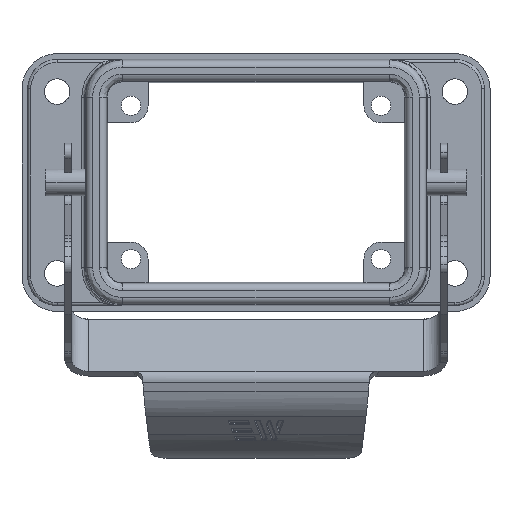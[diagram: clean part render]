
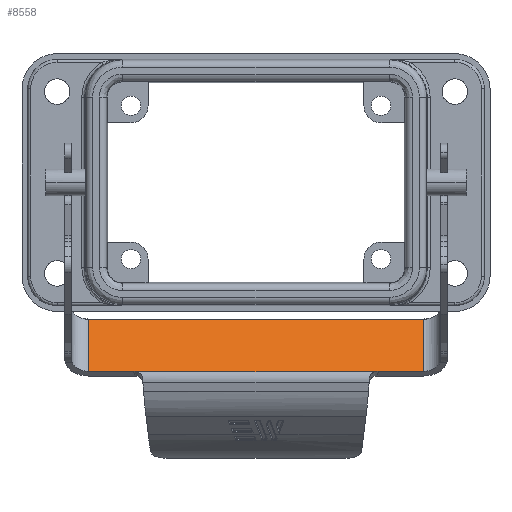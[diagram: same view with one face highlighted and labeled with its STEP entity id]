
A CAD part, top view. The second image highlights one B-rep face of the part: STEP entity #8558.
In plain terms, the highlighted planar face has unit normal (0, 0.707, 0.707).
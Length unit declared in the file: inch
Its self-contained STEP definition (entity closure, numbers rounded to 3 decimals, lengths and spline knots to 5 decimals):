
#6 = EDGE_CURVE ( 'NONE', #5907, #6163, #4106, .T. ) ;
#239 = CARTESIAN_POINT ( 'NONE',  ( 0.01969, -1.30843, 0.45653 ) ) ;
#460 = AXIS2_PLACEMENT_3D ( 'NONE', #7821, #9318, #3431 ) ;
#492 = ORIENTED_EDGE ( 'NONE', *, *, #9709, .T. ) ;
#792 = LINE ( 'NONE', #7608, #7428 ) ;
#1118 = VECTOR ( 'NONE', #1936, 39.37008 ) ;
#1155 = CARTESIAN_POINT ( 'NONE',  ( 0.01969, -1.30843, 0.45653 ) ) ;
#1360 = DIRECTION ( 'NONE',  ( -1., 0., 0. ) ) ;
#1562 = LINE ( 'NONE', #7580, #5804 ) ;
#1605 = CARTESIAN_POINT ( 'NONE',  ( 2.00996, -1.30984, 0.45794 ) ) ;
#1768 = CARTESIAN_POINT ( 'NONE',  ( 2.00174, -1.31267, 0.46077 ) ) ;
#1893 = ORIENTED_EDGE ( 'NONE', *, *, #6798, .T. ) ;
#1936 = DIRECTION ( 'NONE',  ( 1., 0., 0. ) ) ;
#2339 = VERTEX_POINT ( 'NONE', #3845 ) ;
#2453 = FACE_OUTER_BOUND ( 'NONE', #2618, .T. ) ;
#2542 = DIRECTION ( 'NONE',  ( 1., 0., 0. ) ) ;
#2618 = EDGE_LOOP ( 'NONE', ( #3261, #4902, #3406, #492, #1893, #5412, #3673, #8815 ) ) ;
#2648 = PLANE ( 'NONE',  #460 ) ;
#2723 = VERTEX_POINT ( 'NONE', #5310 ) ;
#3107 = VERTEX_POINT ( 'NONE', #239 ) ;
#3261 = ORIENTED_EDGE ( 'NONE', *, *, #6820, .T. ) ;
#3406 = ORIENTED_EDGE ( 'NONE', *, *, #7079, .T. ) ;
#3431 = DIRECTION ( 'NONE',  ( 0., -0.707, 0.707 ) ) ;
#3438 = VERTEX_POINT ( 'NONE', #4732 ) ;
#3504 = VERTEX_POINT ( 'NONE', #6314 ) ;
#3673 = ORIENTED_EDGE ( 'NONE', *, *, #9237, .T. ) ;
#3679 = EDGE_CURVE ( 'NONE', #4488, #3504, #1562, .T. ) ;
#3845 = CARTESIAN_POINT ( 'NONE',  ( 2.34252, -1.30843, 0.45653 ) ) ;
#3870 = CARTESIAN_POINT ( 'NONE',  ( 1.1811, -1.30843, 0.45653 ) ) ;
#3887 = CARTESIAN_POINT ( 'NONE',  ( 0.36046, -1.31267, 0.46077 ) ) ;
#4041 = LINE ( 'NONE', #1155, #5070 ) ;
#4106 = LINE ( 'NONE', #5677, #5613 ) ;
#4107 = LINE ( 'NONE', #7258, #1118 ) ;
#4155 = DIRECTION ( 'NONE',  ( 1., 0., 0. ) ) ;
#4287 = EDGE_CURVE ( 'NONE', #2723, #2339, #9304, .T. ) ;
#4488 = VERTEX_POINT ( 'NONE', #6615 ) ;
#4732 = CARTESIAN_POINT ( 'NONE',  ( 0.33442, -1.30843, 0.45653 ) ) ;
#4902 = ORIENTED_EDGE ( 'NONE', *, *, #3679, .T. ) ;
#5070 = VECTOR ( 'NONE', #7829, 39.37008 ) ;
#5297 = CARTESIAN_POINT ( 'NONE',  ( 0.33442, -1.30843, 0.45653 ) ) ;
#5310 = CARTESIAN_POINT ( 'NONE',  ( 2.02778, -1.30843, 0.45653 ) ) ;
#5412 = ORIENTED_EDGE ( 'NONE', *, *, #6, .T. ) ;
#5613 = VECTOR ( 'NONE', #4155, 39.37008 ) ;
#5665 = VECTOR ( 'NONE', #2542, 39.37008 ) ;
#5677 = CARTESIAN_POINT ( 'NONE',  ( 1.1811, -1.31267, 0.46077 ) ) ;
#5804 = VECTOR ( 'NONE', #1360, 39.37008 ) ;
#5907 = VERTEX_POINT ( 'NONE', #3887 ) ;
#6163 = VERTEX_POINT ( 'NONE', #1768 ) ;
#6314 = CARTESIAN_POINT ( 'NONE',  ( 0.01969, -0.94652, 0.09462 ) ) ;
#6615 = CARTESIAN_POINT ( 'NONE',  ( 2.34252, -0.94652, 0.09462 ) ) ;
#6647 = B_SPLINE_CURVE_WITH_KNOTS ( 'NONE', 3,
 ( #5297, #8902, #8310, #6821 ),
 .UNSPECIFIED., .F., .F.,
 ( 4, 4 ),
 ( 0., 1. ),
 .UNSPECIFIED. ) ;
#6798 = EDGE_CURVE ( 'NONE', #3438, #5907, #6647, .T. ) ;
#6820 = EDGE_CURVE ( 'NONE', #2339, #4488, #792, .T. ) ;
#6821 = CARTESIAN_POINT ( 'NONE',  ( 0.36046, -1.31267, 0.46077 ) ) ;
#6877 = CARTESIAN_POINT ( 'NONE',  ( 2.02778, -1.30843, 0.45653 ) ) ;
#7079 = EDGE_CURVE ( 'NONE', #3504, #3107, #4041, .T. ) ;
#7258 = CARTESIAN_POINT ( 'NONE',  ( 1.1811, -1.30843, 0.45653 ) ) ;
#7428 = VECTOR ( 'NONE', #7983, 39.37008 ) ;
#7580 = CARTESIAN_POINT ( 'NONE',  ( 1.1811, -0.94652, 0.09462 ) ) ;
#7608 = CARTESIAN_POINT ( 'NONE',  ( 2.34252, -1.30843, 0.45653 ) ) ;
#7616 = CARTESIAN_POINT ( 'NONE',  ( 2.01864, -1.30843, 0.45653 ) ) ;
#7821 = CARTESIAN_POINT ( 'NONE',  ( 1.1811, -1.30843, 0.45653 ) ) ;
#7829 = DIRECTION ( 'NONE',  ( 0., -0.707, 0.707 ) ) ;
#7983 = DIRECTION ( 'NONE',  ( 0., 0.707, -0.707 ) ) ;
#8310 = CARTESIAN_POINT ( 'NONE',  ( 0.35225, -1.30984, 0.45794 ) ) ;
#8369 = CARTESIAN_POINT ( 'NONE',  ( 2.00174, -1.31267, 0.46077 ) ) ;
#8558 = ADVANCED_FACE ( 'NONE', ( #2453 ), #2648, .T. ) ;
#8815 = ORIENTED_EDGE ( 'NONE', *, *, #4287, .T. ) ;
#8902 = CARTESIAN_POINT ( 'NONE',  ( 0.34357, -1.30843, 0.45653 ) ) ;
#9237 = EDGE_CURVE ( 'NONE', #6163, #2723, #9583, .T. ) ;
#9304 = LINE ( 'NONE', #3870, #5665 ) ;
#9318 = DIRECTION ( 'NONE',  ( 0., 0.707, 0.707 ) ) ;
#9583 = B_SPLINE_CURVE_WITH_KNOTS ( 'NONE', 3,
 ( #8369, #1605, #7616, #6877 ),
 .UNSPECIFIED., .F., .F.,
 ( 4, 4 ),
 ( 0., 1. ),
 .UNSPECIFIED. ) ;
#9709 = EDGE_CURVE ( 'NONE', #3107, #3438, #4107, .T. ) ;
